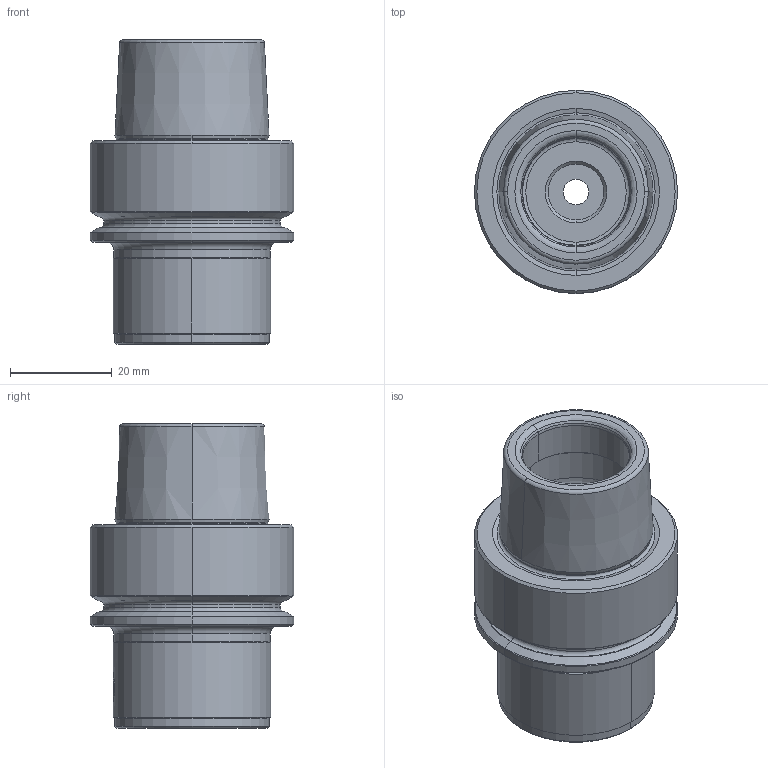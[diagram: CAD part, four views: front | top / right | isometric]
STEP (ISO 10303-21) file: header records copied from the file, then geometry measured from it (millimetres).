
FILE_DESCRIPTION(('no description'),'unknown implementation level');
FILE_NAME('AAE045D8-2A1C-4074-A367-F7F2815A363B_export.stp',' ',('CIMSOURCE GmbH'),('CADClick - KiM GmbH - www.kimweb.de'),'unknown preprocess','ACIS','unknown authorization');
FILE_SCHEMA(('automotive_design'));
Length unit declared in the file: millimetre
Products named in the file (2): 324.131F Kaiser HSK-E40xCK3x55|690.433 Kaiser ETL M6 X 8,5 CK3;Schnitt-Linear austragen2; 324.131F Kaiser HSK-E40xCK3x55|324.131F Kaiser HSK-E40xCK3x55;Schnitt-Rotation3
Bounding box: 39.95 x 39.95 x 59.9 mm (x, y, z)
Volume: 34465.5 mm3; surface area: 12896 mm2
Topology: 2 solids, 2 shells, 149 faces, 339 edges, 199 vertices
Faces by surface type: cone 52, cylinder 36, plane 33, torus 26, bspline 2
Entity records: 8361 total; most frequent: CARTESIAN_POINT 996, DIRECTION 809, STYLED_ITEM 687, PRESENTATION_STYLE_ASSIGNMENT 687, COLOUR_RGB 687, ORIENTED_EDGE 674, AXIS2_PLACEMENT_3D 340, EDGE_CURVE 337
